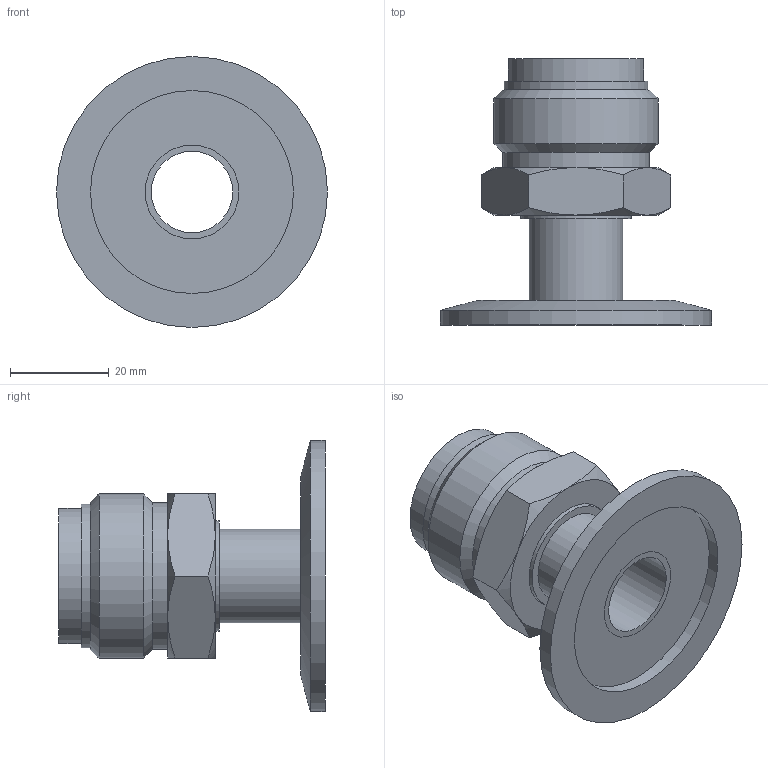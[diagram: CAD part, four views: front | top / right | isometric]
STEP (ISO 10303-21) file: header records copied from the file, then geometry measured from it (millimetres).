
FILE_DESCRIPTION(/* description */ (''),/* implementation_level */ '2;1');
FILE_NAME(/* name */ 'FL-VCR75-40KF.stp',/* time_stamp */ '2019-03-06T09:50:30+00:00',/* author */ ('paul'),/* organization */ (''),/* preprocessor_version */ 'ST-DEVELOPER v17.2',/* originating_system */ 'Autodesk Inventor 2019',/* authorisation */ '');
FILE_SCHEMA (('AUTOMOTIVE_DESIGN { 1 0 10303 214 3 1 1 }'));
Length unit declared in the file: millimetre
Products named in the file (4): FL-VCR25-16CF; FL-40KF; 6LV-12-VCR-3-12TB7-SwagelokCompany-03-04-2019; SS-12-VCR-4-SwagelokCompany-03-04-2019
Assembly tree (3 placements, depth 2):
  FL-VCR25-16CF
    FL-40KF
    6LV-12-VCR-3-12TB7-SwagelokCompany-03-04-2019
    SS-12-VCR-4-SwagelokCompany-03-04-2019
Bounding box: 55 x 54.06 x 55 mm (x, y, z)
Volume: 27070.2 mm3; surface area: 18026.1 mm2
Topology: 3 solids, 3 shells, 43 faces, 85 edges, 53 vertices
Faces by surface type: plane 17, cone 15, cylinder 11
Full cylindrical faces by diameter (mm): 16.51 x1, 18.999 x2, 22.352 x1, 22.606 x1, 27.432 x1, 29.21 x1, 29.718 x1, 33.337 x1, 41.2 x1, 55 x1
Entity records: 1270 total; most frequent: CARTESIAN_POINT 236, DIRECTION 202, ORIENTED_EDGE 170, AXIS2_PLACEMENT_3D 91, EDGE_CURVE 85, EDGE_LOOP 54, VERTEX_POINT 53, FACE_OUTER_BOUND 43
